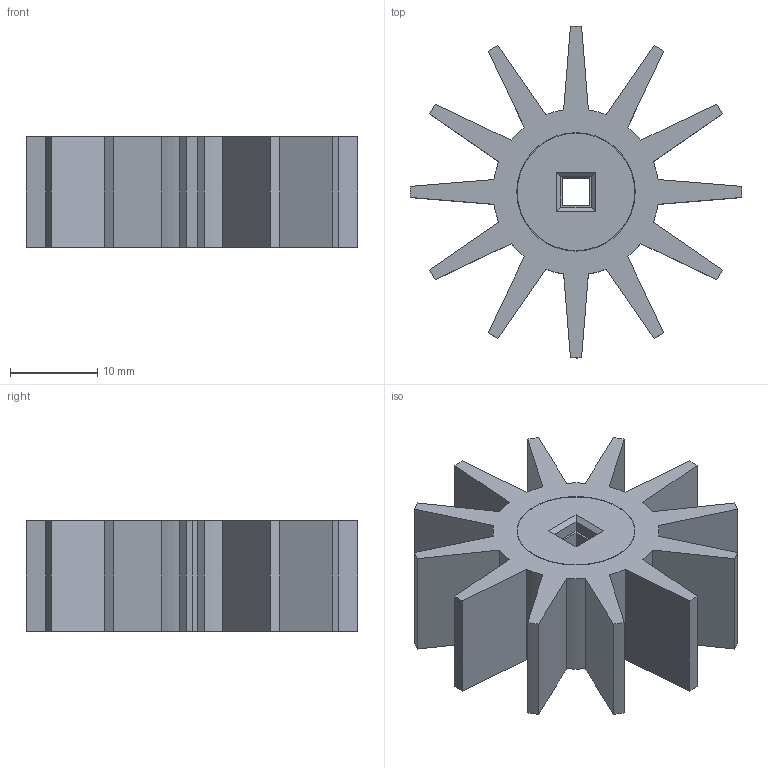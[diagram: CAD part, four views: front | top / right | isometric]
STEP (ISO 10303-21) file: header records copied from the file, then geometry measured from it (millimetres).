
FILE_DESCRIPTION (( 'STEP AP203' ), '1' );
FILE_NAME ('INTAKE-ROLLER.STEP', '2007-08-28T15:24:55', ( 'Innovation First, Inc.' ), ( 'Innovation First, Inc.' ), 'SwSTEP 2.0', 'SolidWorks 2006052', '' );
FILE_SCHEMA (( 'CONFIG_CONTROL_DESIGN' ));
Length unit declared in the file: inch
Products named in the file (1): INTAKE-ROLLER
Bounding box: 38.1 x 38.1 x 12.7 mm (x, y, z)
Volume: 6521.5 mm3; surface area: 6344.7 mm2
Topology: 3 solids, 3 shells, 112 faces, 295 edges, 194 vertices
Faces by surface type: plane 71, cylinder 29, cone 12
Entity records: 3544 total; most frequent: DIRECTION 603, CARTESIAN_POINT 602, ORIENTED_EDGE 590, EDGE_CURVE 295, VECTOR 213, LINE 213, AXIS2_PLACEMENT_3D 195, VERTEX_POINT 194
